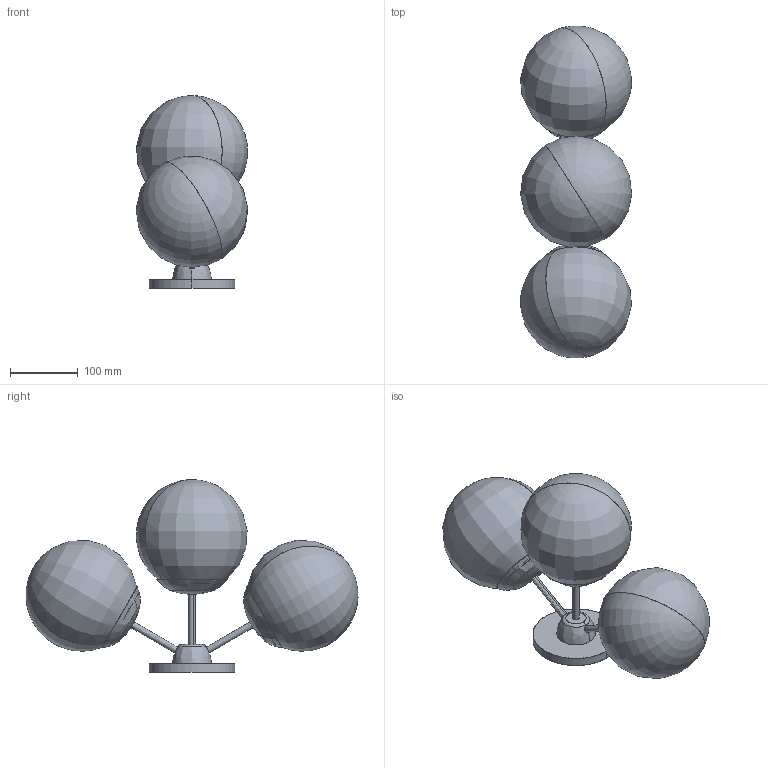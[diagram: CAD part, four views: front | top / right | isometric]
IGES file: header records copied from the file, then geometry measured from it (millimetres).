
Start section: SolidWorks IGES file using analytic representation for surfaces
Global section: file name: MODS3_01_Modo Sconce - 3 Globes.IGS; native system: SolidWorks 2015; preprocessor: SolidWorks 2015; author: Design; date: 190409.101115; units: millimetre
Bounding box: 164.76 x 491.32 x 285.02 mm (x, y, z)
Surface area: 566673.6 mm2 (no closed solid volume)
Topology: 0 solids, 0 shells, 96 faces, 1656 edges, 1653 vertices
Faces by surface type: bspline 52, revolution 44
